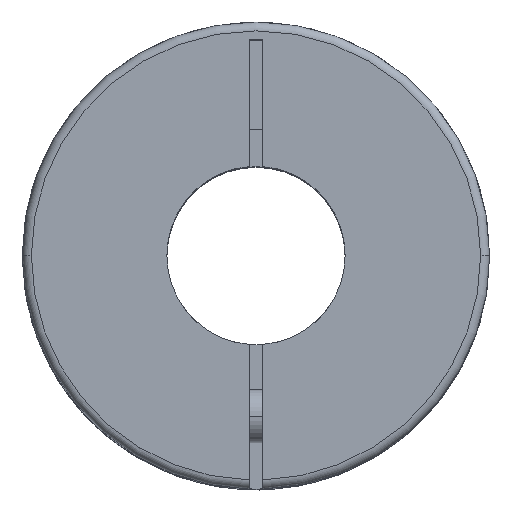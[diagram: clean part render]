
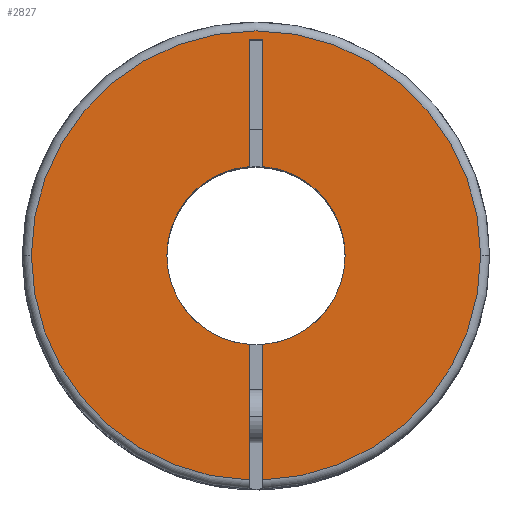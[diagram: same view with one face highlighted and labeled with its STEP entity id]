
A CAD part, top view. The second image highlights one B-rep face of the part: STEP entity #2827.
In plain terms, the highlighted planar face has unit normal (0, 0, 1).
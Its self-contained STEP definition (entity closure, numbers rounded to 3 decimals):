
#4 = EDGE_LOOP ( 'NONE', ( #4236, #3413, #220, #1601, #671, #2855, #1856, #1829, #661, #292, #331 ) ) ;
#22 = AXIS2_PLACEMENT_3D ( 'NONE', #1718, #4009, #1404 ) ;
#67 = EDGE_CURVE ( 'NONE', #225, #85, #115, .T. ) ;
#85 = VERTEX_POINT ( 'NONE', #1791 ) ;
#115 = LINE ( 'NONE', #2140, #4117 ) ;
#133 = CARTESIAN_POINT ( 'NONE',  ( 0., 0., 0. ) ) ;
#146 = CIRCLE ( 'NONE', #2570, 12.6 ) ;
#220 = ORIENTED_EDGE ( 'NONE', *, *, #735, .T. ) ;
#225 = VERTEX_POINT ( 'NONE', #1202 ) ;
#232 = CARTESIAN_POINT ( 'NONE',  ( 12.6, 0., 0. ) ) ;
#237 = CARTESIAN_POINT ( 'NONE',  ( -12.6, 0., 0. ) ) ;
#292 = ORIENTED_EDGE ( 'NONE', *, *, #3295, .F. ) ;
#331 = ORIENTED_EDGE ( 'NONE', *, *, #1694, .F. ) ;
#333 = VERTEX_POINT ( 'NONE', #607 ) ;
#424 = CIRCLE ( 'NONE', #2717, 12.6 ) ;
#586 = EDGE_CURVE ( 'NONE', #225, #4175, #3408, .T. ) ;
#607 = CARTESIAN_POINT ( 'NONE',  ( -0.375, 12.1, 0. ) ) ;
#609 = CARTESIAN_POINT ( 'NONE',  ( -0.375, 12.1, 0. ) ) ;
#661 = ORIENTED_EDGE ( 'NONE', *, *, #1141, .F. ) ;
#671 = ORIENTED_EDGE ( 'NONE', *, *, #4121, .F. ) ;
#724 = VERTEX_POINT ( 'NONE', #1218 ) ;
#735 = EDGE_CURVE ( 'NONE', #3976, #1474, #890, .T. ) ;
#786 = DIRECTION ( 'NONE',  ( -1., 0., 0. ) ) ;
#878 = CARTESIAN_POINT ( 'NONE',  ( 0., 0., 0. ) ) ;
#890 = CIRCLE ( 'NONE', #3862, 5. ) ;
#934 = AXIS2_PLACEMENT_3D ( 'NONE', #3646, #3023, #1278 ) ;
#1086 = DIRECTION ( 'NONE',  ( -1., 0., 0. ) ) ;
#1112 = VERTEX_POINT ( 'NONE', #2166 ) ;
#1141 = EDGE_CURVE ( 'NONE', #3038, #4175, #3453, .T. ) ;
#1202 = CARTESIAN_POINT ( 'NONE',  ( 0.375, 4.986, 0. ) ) ;
#1218 = CARTESIAN_POINT ( 'NONE',  ( -0.375, 4.986, 0. ) ) ;
#1278 = DIRECTION ( 'NONE',  ( -1., 0., 0. ) ) ;
#1321 = CIRCLE ( 'NONE', #22, 5. ) ;
#1383 = CARTESIAN_POINT ( 'NONE',  ( -0.375, -4.986, 0. ) ) ;
#1385 = DIRECTION ( 'NONE',  ( 0., 0., -1. ) ) ;
#1404 = DIRECTION ( 'NONE',  ( -1., 0., 0. ) ) ;
#1427 = CARTESIAN_POINT ( 'NONE',  ( 0., 0., 0. ) ) ;
#1444 = DIRECTION ( 'NONE',  ( 0., -1., 0. ) ) ;
#1474 = VERTEX_POINT ( 'NONE', #1660 ) ;
#1527 = DIRECTION ( 'NONE',  ( -1., 0., 0. ) ) ;
#1601 = ORIENTED_EDGE ( 'NONE', *, *, #3094, .T. ) ;
#1660 = CARTESIAN_POINT ( 'NONE',  ( -5., 0., 0. ) ) ;
#1666 = AXIS2_PLACEMENT_3D ( 'NONE', #4057, #3780, #786 ) ;
#1694 = EDGE_CURVE ( 'NONE', #3055, #2240, #2231, .T. ) ;
#1718 = CARTESIAN_POINT ( 'NONE',  ( 0., 0., 0. ) ) ;
#1745 = DIRECTION ( 'NONE',  ( 0., -1., 0. ) ) ;
#1791 = CARTESIAN_POINT ( 'NONE',  ( 0.375, 12.1, 0. ) ) ;
#1792 = CARTESIAN_POINT ( 'NONE',  ( 0.375, -13.1, 0. ) ) ;
#1829 = ORIENTED_EDGE ( 'NONE', *, *, #586, .T. ) ;
#1856 = ORIENTED_EDGE ( 'NONE', *, *, #67, .F. ) ;
#1859 = DIRECTION ( 'NONE',  ( 0., 0., -1. ) ) ;
#2140 = CARTESIAN_POINT ( 'NONE',  ( 0.375, -13.1, 0. ) ) ;
#2166 = CARTESIAN_POINT ( 'NONE',  ( -0.375, -12.594, 0. ) ) ;
#2231 = CIRCLE ( 'NONE', #934, 12.6 ) ;
#2240 = VERTEX_POINT ( 'NONE', #232 ) ;
#2298 = DIRECTION ( 'NONE',  ( 0., -1., 0. ) ) ;
#2348 = CARTESIAN_POINT ( 'NONE',  ( 0.375, 12.1, 0. ) ) ;
#2444 = CARTESIAN_POINT ( 'NONE',  ( 0.375, -4.986, 0. ) ) ;
#2495 = CARTESIAN_POINT ( 'NONE',  ( -0.375, 12.1, 0. ) ) ;
#2500 = DIRECTION ( 'NONE',  ( 0., 1., 0. ) ) ;
#2522 = DIRECTION ( 'NONE',  ( -1., 0., 0. ) ) ;
#2570 = AXIS2_PLACEMENT_3D ( 'NONE', #133, #2829, #2522 ) ;
#2717 = AXIS2_PLACEMENT_3D ( 'NONE', #1427, #1385, #3006 ) ;
#2786 = FACE_OUTER_BOUND ( 'NONE', #4, .T. ) ;
#2827 = ADVANCED_FACE ( 'NONE', ( #2786 ), #3495, .F. ) ;
#2829 = DIRECTION ( 'NONE',  ( 0., 0., -1. ) ) ;
#2832 = DIRECTION ( 'NONE',  ( 0., 1., 0. ) ) ;
#2850 = AXIS2_PLACEMENT_3D ( 'NONE', #878, #3823, #1444 ) ;
#2855 = ORIENTED_EDGE ( 'NONE', *, *, #3726, .F. ) ;
#2932 = EDGE_CURVE ( 'NONE', #1112, #3055, #146, .T. ) ;
#3006 = DIRECTION ( 'NONE',  ( -1., 0., 0. ) ) ;
#3011 = LINE ( 'NONE', #2348, #3206 ) ;
#3023 = DIRECTION ( 'NONE',  ( 0., 0., -1. ) ) ;
#3038 = VERTEX_POINT ( 'NONE', #3274 ) ;
#3055 = VERTEX_POINT ( 'NONE', #237 ) ;
#3088 = LINE ( 'NONE', #2495, #3947 ) ;
#3094 = EDGE_CURVE ( 'NONE', #1474, #724, #1321, .T. ) ;
#3206 = VECTOR ( 'NONE', #1086, 1000. ) ;
#3274 = CARTESIAN_POINT ( 'NONE',  ( 0.375, -12.594, 0. ) ) ;
#3295 = EDGE_CURVE ( 'NONE', #2240, #3038, #424, .T. ) ;
#3408 = CIRCLE ( 'NONE', #1666, 5. ) ;
#3413 = ORIENTED_EDGE ( 'NONE', *, *, #3831, .F. ) ;
#3453 = LINE ( 'NONE', #1792, #3474 ) ;
#3474 = VECTOR ( 'NONE', #2832, 1000. ) ;
#3495 = PLANE ( 'NONE',  #2850 ) ;
#3514 = CARTESIAN_POINT ( 'NONE',  ( 0., 0., 0. ) ) ;
#3540 = LINE ( 'NONE', #609, #4240 ) ;
#3646 = CARTESIAN_POINT ( 'NONE',  ( 0., 0., 0. ) ) ;
#3726 = EDGE_CURVE ( 'NONE', #85, #333, #3011, .T. ) ;
#3780 = DIRECTION ( 'NONE',  ( 0., 0., -1. ) ) ;
#3823 = DIRECTION ( 'NONE',  ( 0., 0., -1. ) ) ;
#3831 = EDGE_CURVE ( 'NONE', #3976, #1112, #3540, .T. ) ;
#3862 = AXIS2_PLACEMENT_3D ( 'NONE', #3514, #1859, #1527 ) ;
#3947 = VECTOR ( 'NONE', #1745, 1000. ) ;
#3976 = VERTEX_POINT ( 'NONE', #1383 ) ;
#4009 = DIRECTION ( 'NONE',  ( 0., 0., -1. ) ) ;
#4057 = CARTESIAN_POINT ( 'NONE',  ( 0., 0., 0. ) ) ;
#4117 = VECTOR ( 'NONE', #2500, 1000. ) ;
#4121 = EDGE_CURVE ( 'NONE', #333, #724, #3088, .T. ) ;
#4175 = VERTEX_POINT ( 'NONE', #2444 ) ;
#4236 = ORIENTED_EDGE ( 'NONE', *, *, #2932, .F. ) ;
#4240 = VECTOR ( 'NONE', #2298, 1000. ) ;
